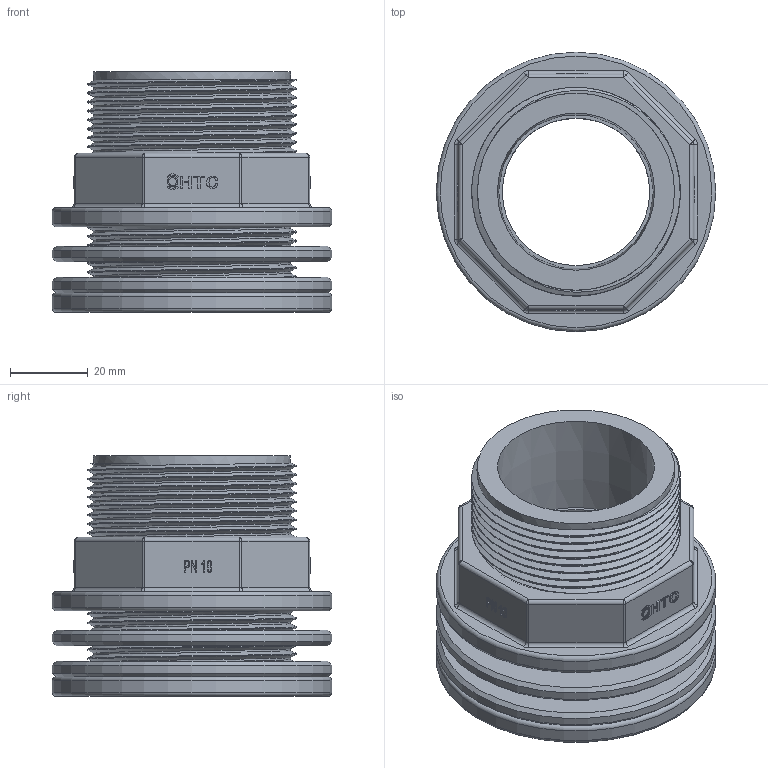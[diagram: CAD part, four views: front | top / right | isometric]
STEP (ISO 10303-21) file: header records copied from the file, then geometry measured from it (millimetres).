
FILE_DESCRIPTION(/* description */ (''),/* implementation_level */ '2;1');
FILE_NAME(/* name */ '圆底水箱接头40.stp',/* time_stamp */ '2025-09-27T08:38:11+08:00',/* author */ (''),/* organization */ (''),/* preprocessor_version */ 'ST-DEVELOPER v16.7',/* originating_system */ 'SIEMENS PLM Software NX 12.0',/* authorisation */ '');
FILE_SCHEMA (('AUTOMOTIVE_DESIGN { 1 0 10303 214 3 1 1 1 }'));
Length unit declared in the file: millimetre
Products named in the file (1): Admi06C0A70380iz
Bounding box: 72 x 72 x 62 mm (x, y, z)
Volume: 103164.7 mm3; surface area: 52758.2 mm2
Topology: 4 solids, 4 shells, 339 faces, 872 edges, 562 vertices
Faces by surface type: plane 147, cylinder 86, extrusion 77, torus 12, sphere 8, cone 5, bspline 4
Full cylindrical faces by diameter (mm): 2.008 x1, 2.678 x1, 38 x1, 50.788 x23, 53.746 x22, 55 x2, 72 x4
Entity records: 17063 total; most frequent: CARTESIAN_POINT 10743, ORIENTED_EDGE 1402, DIRECTION 968, EDGE_CURVE 701, VERTEX_POINT 464, B_SPLINE_CURVE_WITH_KNOTS 417, EDGE_LOOP 351, VECTOR 336
